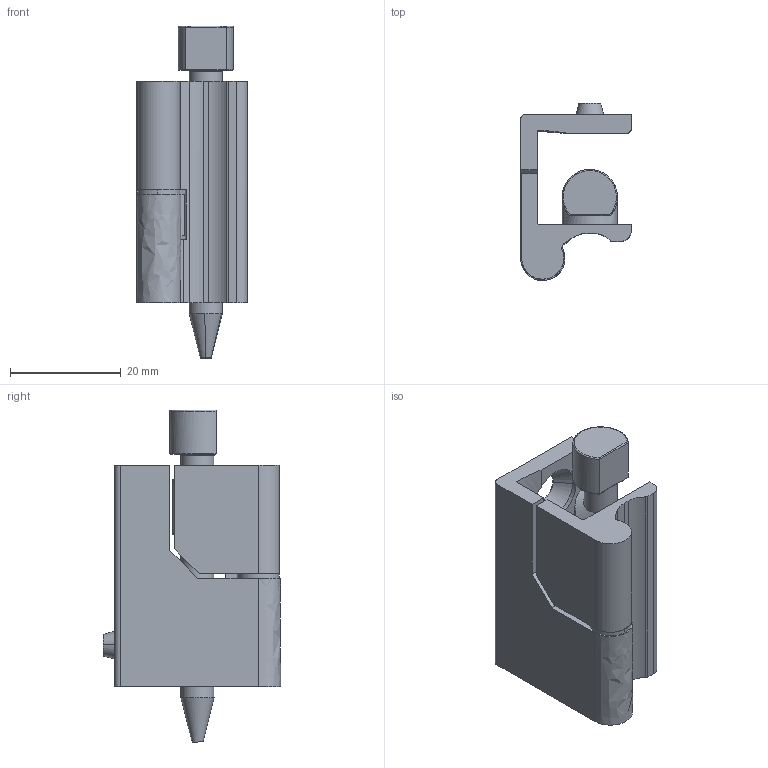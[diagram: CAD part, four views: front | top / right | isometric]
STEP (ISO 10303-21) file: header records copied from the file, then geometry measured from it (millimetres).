
FILE_DESCRIPTION((''),'2;1');
FILE_NAME('','2006-10-27T18:06:15',(''),(''),'','CADfix','');
FILE_SCHEMA(('AUTOMOTIVE_DESIGN'));
Length unit declared in the file: millimetre
Products named in the file (6): washer_mr; shaft_mr; pin_mr; hinge pieces_B_mr; hinge pieces_A_mr; TEH_1110_U81_3696_36
Assembly tree (5 placements, depth 2):
  TEH_1110_U81_3696_36
    washer_mr
    shaft_mr
    pin_mr
    hinge pieces_B_mr
    hinge pieces_A_mr
Bounding box: 20 x 32 x 60 mm (x, y, z)
Volume: 10769 mm3; surface area: 8962.1 mm2
Topology: 5 solids, 5 shells, 105 faces, 323 edges, 233 vertices
Faces by surface type: bspline 105
Entity records: 5128 total; most frequent: CARTESIAN_POINT 3212, ORIENTED_EDGE 644, EDGE_CURVE 322, VERTEX_POINT 233, QUASI_UNIFORM_CURVE 137, EDGE_LOOP 119, FACE_OUTER_BOUND 105, ADVANCED_FACE 105
